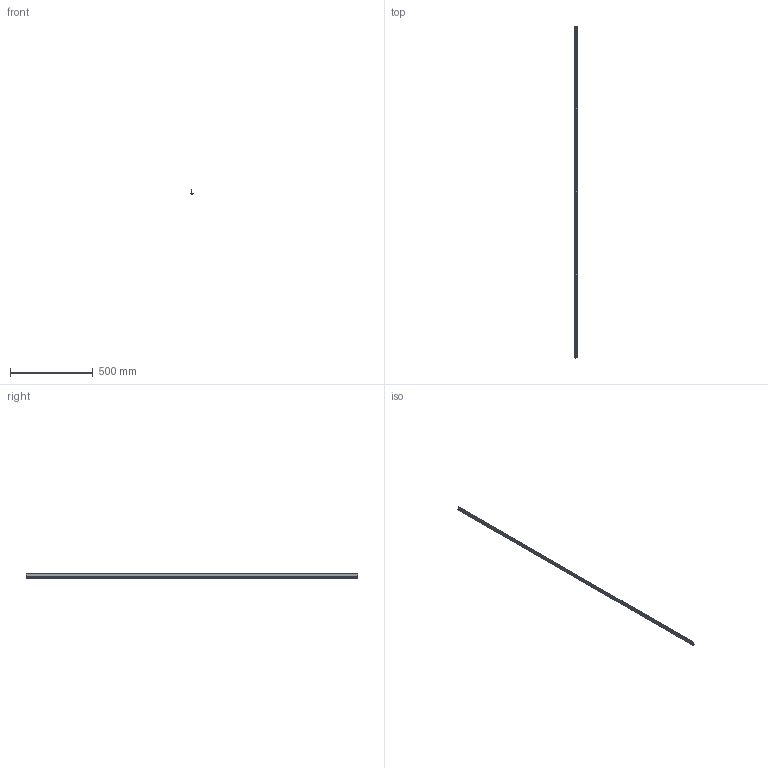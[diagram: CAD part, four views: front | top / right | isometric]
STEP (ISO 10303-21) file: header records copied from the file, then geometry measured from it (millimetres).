
FILE_DESCRIPTION(/* description */ ('KriTec Winkelleiste 8 Al 16 M5, natur'),/* implementation_level */ '2;1');
FILE_NAME(/* name */ '13878_KriTec_Winkelleiste_8_Al_16_M5_natur.stp',/* time_stamp */ '2021-01-20T08:42:55+01:00',/* author */ ('jendrek'),/* organization */ (''),/* preprocessor_version */ 'ST-DEVELOPER v17',/* originating_system */ 'Autodesk Inventor 2018',/* authorisation */ '');
FILE_SCHEMA (('AUTOMOTIVE_DESIGN { 1 0 10303 214 3 1 1 }'));
Length unit declared in the file: millimetre
Products named in the file (1): 13878
Bounding box: 13 x 2000 x 26 mm (x, y, z)
Volume: 191618.1 mm3; surface area: 142956 mm2
Topology: 1 solids, 1 shells, 429 faces, 1141 edges, 734 vertices
Faces by surface type: plane 256, cylinder 133, cone 40
Entity records: 14120 total; most frequent: CARTESIAN_POINT 3425, ORIENTED_EDGE 2282, DIRECTION 2187, EDGE_CURVE 1141, AXIS2_PLACEMENT_3D 776, VERTEX_POINT 734, LINE 635, VECTOR 635
